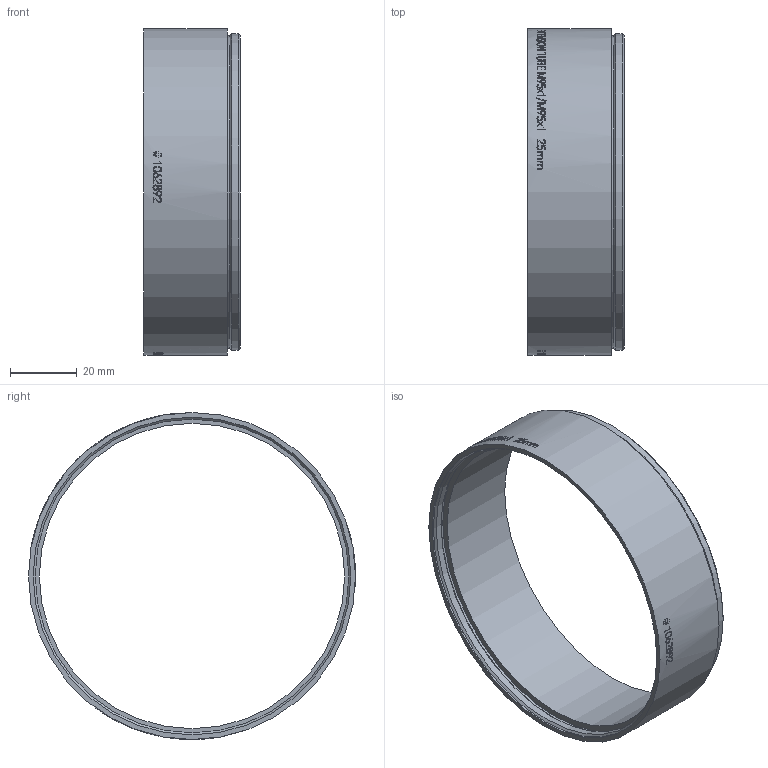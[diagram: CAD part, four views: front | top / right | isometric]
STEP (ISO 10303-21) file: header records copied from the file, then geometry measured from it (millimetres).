
FILE_DESCRIPTION(/* description */ (''),/* implementation_level */ '2;1');
FILE_NAME(/* name */ '1062892_00166804_001.stp',/* time_stamp */ '2022-06-27T13:13:19+02:00',/* author */ (''),/* organization */ (''),/* preprocessor_version */ 'ST-DEVELOPER v16',/* originating_system */ 'SIEMENS PLM Software NX 10.0',/* authorisation */ '');
FILE_SCHEMA (('AP203_CONFIGURATION_CONTROLLED_3D_DESIGN_OF_MECHANICAL_PARTS_AND_ASSEMBLIES_MIM_LF { 1 0 10303 403 2 1 2}'));
Length unit declared in the file: millimetre
Products named in the file (1): Froe27E06A4F4roh
Bounding box: 28.9 x 98 x 98 mm (x, y, z)
Volume: 23851.9 mm3; surface area: 19440.3 mm2
Topology: 1 solids, 1 shells, 87 faces, 492 edges, 481 vertices
Faces by surface type: cylinder 79, plane 4, cone 4
Full cylindrical faces by diameter (mm): 91.5 x1, 93.7 x1, 94 x1, 95 x1, 95.2 x2, 98 x1
Entity records: 6330 total; most frequent: CARTESIAN_POINT 2998, ORIENTED_EDGE 962, VERTEX_POINT 481, EDGE_CURVE 481, B_SPLINE_CURVE_WITH_KNOTS 466, DIRECTION 206, EDGE_LOOP 174, FACE_BOUND 116
